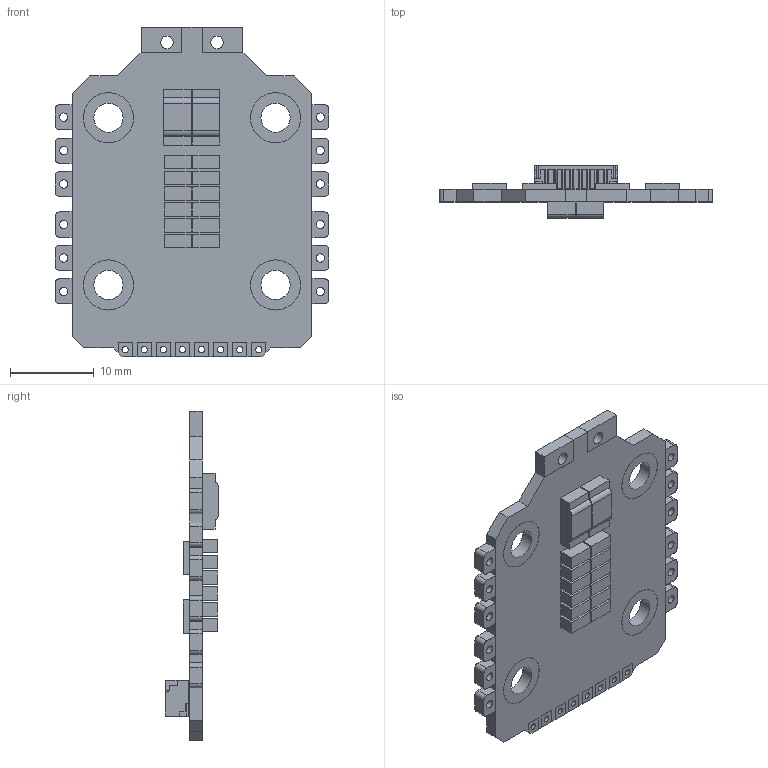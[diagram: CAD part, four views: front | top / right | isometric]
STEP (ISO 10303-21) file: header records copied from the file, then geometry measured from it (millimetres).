
FILE_DESCRIPTION(/* description */ (''),/* implementation_level */ '2;1');
FILE_NAME(/* name */ 'Tekko32 F4 4in1 Mini 45A ESC V1.3 v4.step',/* time_stamp */ '2024-07-11T17:17:14+09:00',/* author */ (''),/* organization */ (''),/* preprocessor_version */ 'ST-DEVELOPER v20',/* originating_system */ 'Autodesk Translation Framework v13.14.0.145',/* authorisation */ '');
FILE_SCHEMA (('AUTOMOTIVE_DESIGN { 1 0 10303 214 3 1 1 }'));
Length unit declared in the file: millimetre
Products named in the file (2): Tekko32 F4 4in1 Mini 45A ESC V1.3; BM8B-SRSS-TB
Assembly tree (1 placements, depth 2):
  Tekko32 F4 4in1 Mini 45A ESC V1.3
    BM8B-SRSS-TB
Bounding box: 32.7 x 6.36 x 39.43 mm (x, y, z)
Volume: 1914.7 mm3; surface area: 3336.5 mm2
Topology: 24 solids, 24 shells, 867 faces, 2378 edges, 1574 vertices
Faces by surface type: plane 707, cylinder 160
Full cylindrical faces by diameter (mm): 0.75 x8, 1 x24, 1.5 x2, 3.5 x4, 6 x8
Entity records: 27923 total; most frequent: CARTESIAN_POINT 4822, ORIENTED_EDGE 4756, DIRECTION 4438, EDGE_CURVE 2378, LINE 2058, VECTOR 2058, VERTEX_POINT 1574, AXIS2_PLACEMENT_3D 1190
